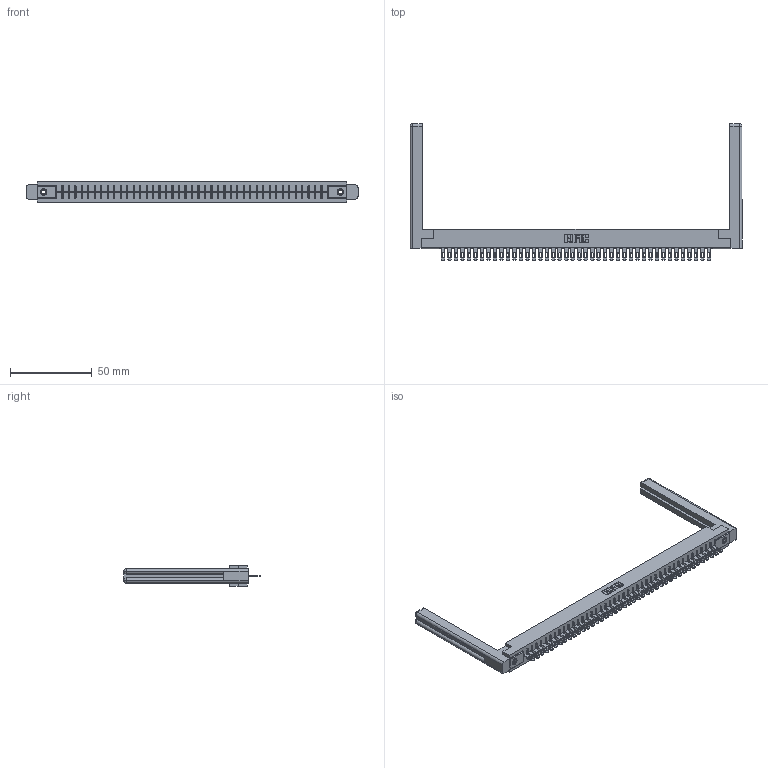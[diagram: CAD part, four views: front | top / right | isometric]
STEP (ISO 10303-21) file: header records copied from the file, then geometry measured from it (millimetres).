
FILE_DESCRIPTION (( 'STEP AP203' ), '1' );
FILE_NAME ('316-042-500-158.STEP', '2018-07-31T05:44:51', ( '' ), ( '' ), 'SwSTEP 2.0', 'SolidWorks 2016', '' );
FILE_SCHEMA (( 'CONFIG_CONTROL_DESIGN' ));
Length unit declared in the file: inch
Products named in the file (5): 316-042-500-158; 306 Part_.156 Dia; 306-290-001_100; 345-250-001_345-250-001-102; 307-220-058
Assembly tree (47 placements, depth 2):
  316-042-500-158
    306 Part_.156 Dia
    306-290-001_100  x42
    345-250-001_345-250-001-102  x2
    307-220-058  x2
Bounding box: 203.05 x 83.52 x 12.7 mm (x, y, z)
Volume: 29669.7 mm3; surface area: 29045.4 mm2
Topology: 47 solids, 47 shells, 3450 faces, 9700 edges, 6228 vertices
Faces by surface type: plane 2252, cylinder 1006, sphere 168, cone 12, torus 12
Entity records: 41964 total; most frequent: CARTESIAN_POINT 7056, ORIENTED_EDGE 6938, DIRECTION 6913, EDGE_CURVE 3469, LINE 2707, VECTOR 2707, VERTEX_POINT 2192, AXIS2_PLACEMENT_3D 2103
